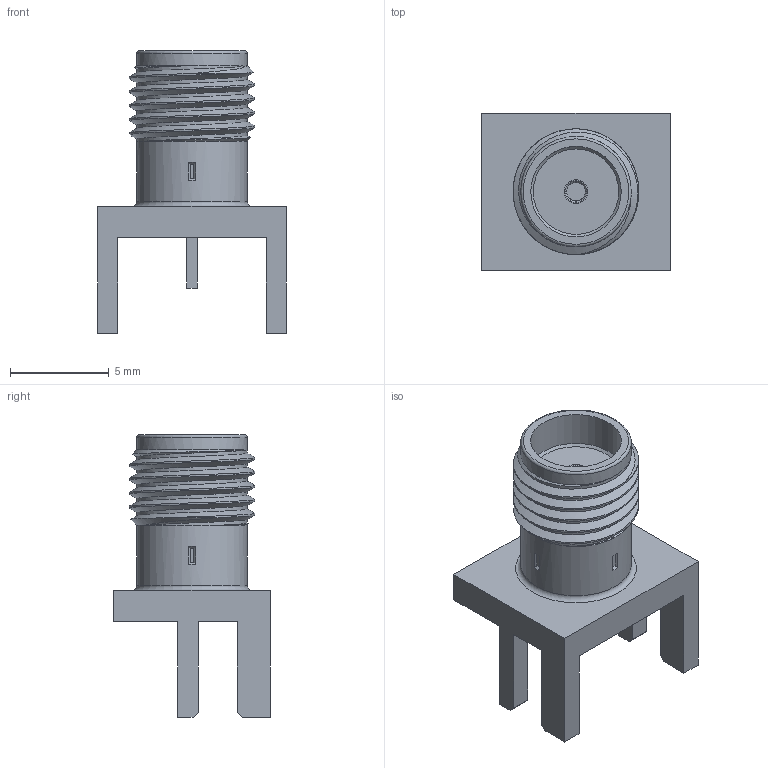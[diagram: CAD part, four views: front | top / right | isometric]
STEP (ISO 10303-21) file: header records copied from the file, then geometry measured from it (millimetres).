
FILE_DESCRIPTION (( 'STEP AP203' ), '1' );
FILE_NAME ('PE44614_3D.step', '2021-08-23T14:51:48', ( '' ), ( '' ), 'SwSTEP 2.0', 'SolidWorks 2021', '' );
FILE_SCHEMA (( 'CONFIG_CONTROL_DESIGN' ));
Length unit declared in the file: inch
Products named in the file (1): PE44614_3D
Bounding box: 9.53 x 7.92 x 14.27 mm (x, y, z)
Volume: 315 mm3; surface area: 520.6 mm2
Topology: 1 solids, 1 shells, 80 faces, 198 edges, 130 vertices
Faces by surface type: plane 62, cylinder 8, cone 5, bspline 3, torus 2
Full cylindrical faces by diameter (mm): 0.94 x1, 1.054 x1, 1.194 x1, 4.49 x1, 4.572 x1, 5.582 x2
Entity records: 3451 total; most frequent: CARTESIAN_POINT 1584, ORIENTED_EDGE 368, DIRECTION 340, EDGE_CURVE 184, VECTOR 134, LINE 134, VERTEX_POINT 126, AXIS2_PLACEMENT_3D 103
